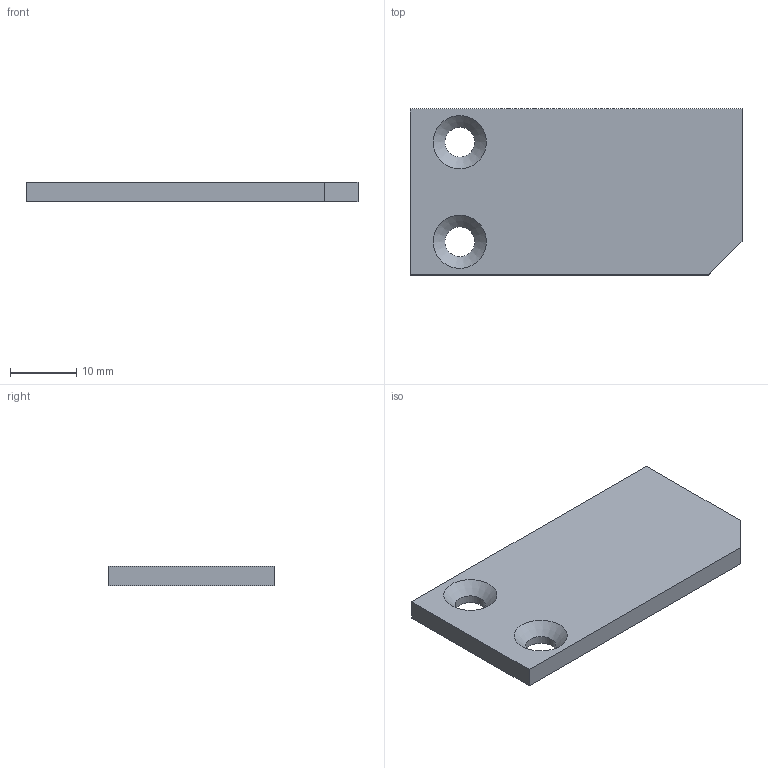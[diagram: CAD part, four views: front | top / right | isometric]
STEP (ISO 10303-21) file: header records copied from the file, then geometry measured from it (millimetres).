
FILE_DESCRIPTION( ( 'STEP AP203' ), '1' );
FILE_NAME( ' ', ' ', ( ' ' ), ( ' ' ), 'PSStep 10.1', ' ', ' ' );
FILE_SCHEMA( ( 'CONFIG_CONTROL_DESIGN' ) );
Length unit declared in the file: millimetre
Products named in the file (1): 1
Bounding box: 50 x 25 x 3 mm (x, y, z)
Volume: 3562.6 mm3; surface area: 2916.4 mm2
Topology: 1 solids, 1 shells, 11 faces, 27 edges, 18 vertices
Faces by surface type: plane 7, cylinder 2, cone 2
Full cylindrical faces by diameter (mm): 4.5 x2
Entity records: 341 total; most frequent: DIRECTION 51, CARTESIAN_POINT 49, ORIENTED_EDGE 42, EDGE_CURVE 21, EDGE_LOOP 19, AXIS2_PLACEMENT_3D 18, VERTEX_POINT 16, LINE 15
